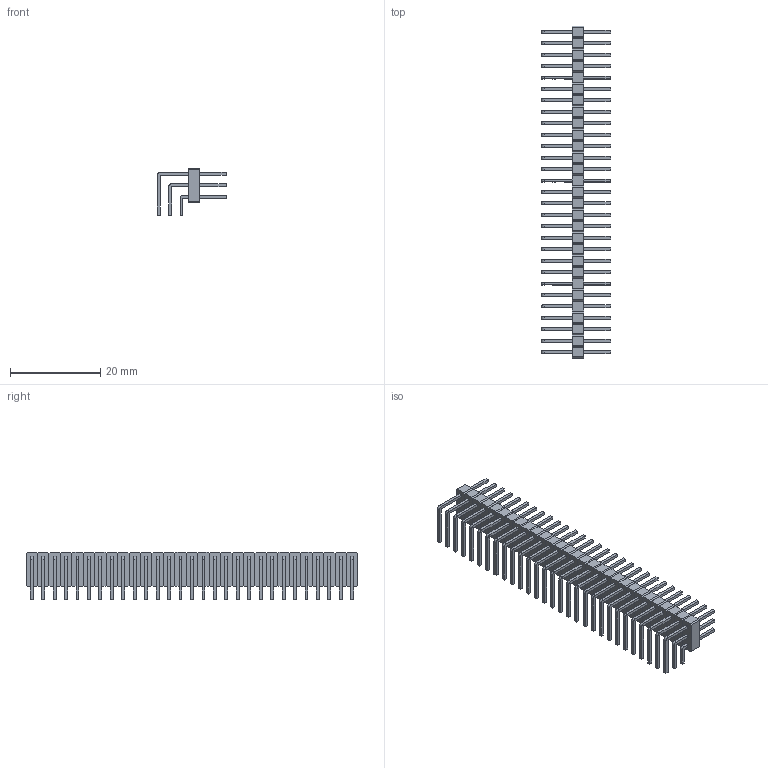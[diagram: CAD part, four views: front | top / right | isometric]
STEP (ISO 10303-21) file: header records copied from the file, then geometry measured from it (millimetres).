
FILE_DESCRIPTION(('FreeCAD Model'),'2;1');
FILE_NAME('Open CASCADE Shape Model','2022-01-07T04:24:00',( 'kicad StepUp'),('ksu MCAD'),'Open CASCADE STEP processor 7.5', 'FreeCAD','Unknown');
FILE_SCHEMA(('AUTOMOTIVE_DESIGN { 1 0 10303 214 1 1 1 1 }'));
Length unit declared in the file: millimetre
Products named in the file (1): PinHeader_3x29_P2.54mm_Horizontal
Bounding box: 15.44 x 73.66 x 10.62 mm (x, y, z)
Volume: 2007 mm3; surface area: 7372.6 mm2
Topology: 116 solids, 116 shells, 2117 faces, 4959 edges, 3074 vertices
Faces by surface type: plane 2030, cylinder 87
Entity records: 74435 total; most frequent: CARTESIAN_POINT 10151, ORIENTED_EDGE 9918, DIRECTION 9369, EDGE_CURVE 4959, LINE 4785, VECTOR 4785, VERTEX_POINT 3074, AXIS2_PLACEMENT_3D 2292
